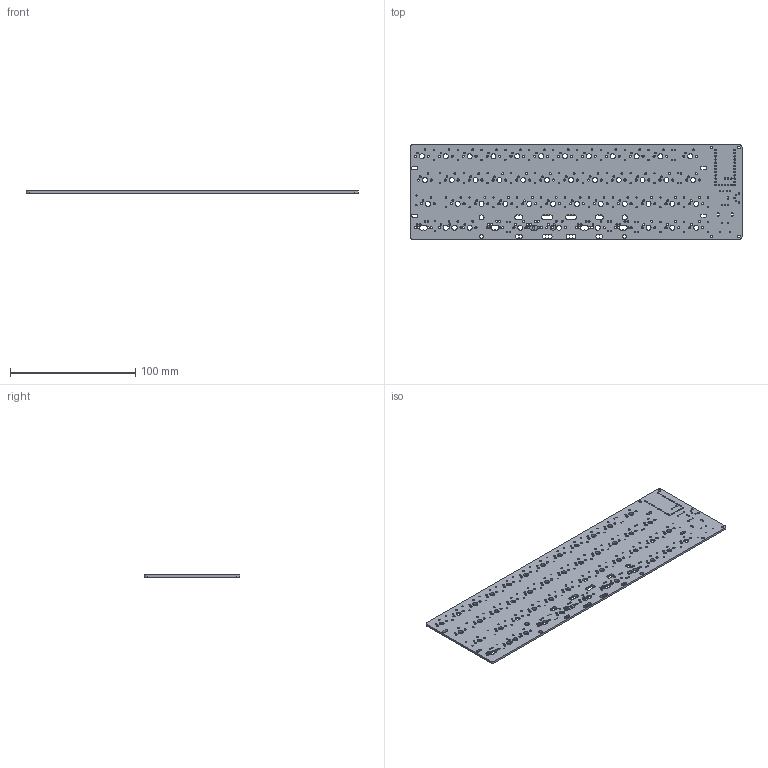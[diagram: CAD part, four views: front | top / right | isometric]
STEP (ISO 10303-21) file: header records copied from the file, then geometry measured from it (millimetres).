
FILE_DESCRIPTION(('KiCad electronic assembly'),'2;1');
FILE_NAME('Solder PCB.step','2021-12-14T19:58:22',('Pcbnew'),('Kicad'), 'Open CASCADE STEP processor 7.5','KiCad to STEP converter','Unknown' );
FILE_SCHEMA(('AUTOMOTIVE_DESIGN { 1 0 10303 214 1 1 1 1 }'));
Length unit declared in the file: millimetre
Products named in the file (2): Solder PCB 1; COMPOUND
Assembly tree (1 placements, depth 2):
  Solder PCB 1
    COMPOUND
Bounding box: 265.12 x 76.2 x 1.6 mm (x, y, z)
Volume: 29939.5 mm3; surface area: 42442.6 mm2
Topology: 1 solids, 1 shells, 531 faces, 1579 edges, 1052 vertices
Faces by surface type: cylinder 489, plane 42
Full cylindrical faces by diameter (mm): 0.75 x2, 0.813 x4, 0.99 x2, 1 x101, 1.092 x31, 1.2 x1, 1.3 x2, 1.47 x111, 1.75 x95, 2.2 x4, 3.048 x2, 3.988 x45
Entity records: 43917 total; most frequent: CARTESIAN_POINT 13062, DIRECTION 5625, ORIENTED_EDGE 3158, PCURVE 3158, DEFINITIONAL_REPRESENTATION 3158, LINE 2475, VECTOR 2475, EDGE_CURVE 1579
